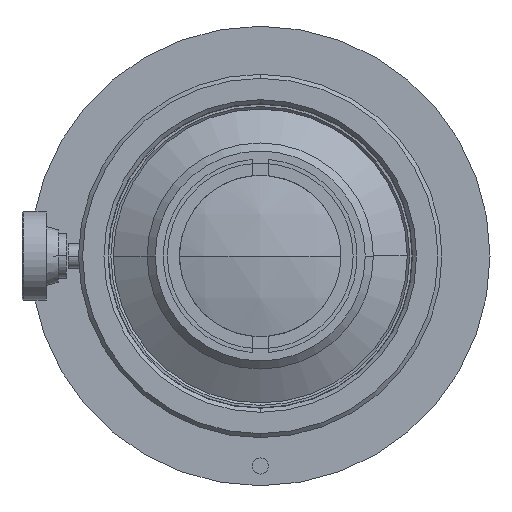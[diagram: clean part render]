
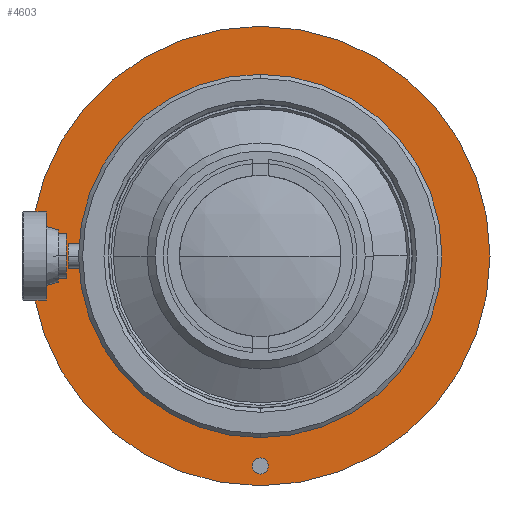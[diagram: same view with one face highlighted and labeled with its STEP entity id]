
A CAD part, left-side view. The second image highlights one B-rep face of the part: STEP entity #4603.
In plain terms, the highlighted planar face has unit normal (-1, 0, 0).
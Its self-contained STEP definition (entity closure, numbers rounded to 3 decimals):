
#38 = EDGE_LOOP ( 'NONE', ( #4823, #5063 ) ) ;
#116 = DIRECTION ( 'NONE',  ( 1., 0., 0. ) ) ;
#257 = AXIS2_PLACEMENT_3D ( 'NONE', #4246, #2740, #3103 ) ;
#606 = FACE_BOUND ( 'NONE', #38, .T. ) ;
#641 = EDGE_CURVE ( 'NONE', #3887, #4023, #838, .T. ) ;
#644 = EDGE_LOOP ( 'NONE', ( #4981, #4019 ) ) ;
#651 = AXIS2_PLACEMENT_3D ( 'NONE', #4344, #2324, #791 ) ;
#687 = PLANE ( 'NONE',  #1241 ) ;
#691 = EDGE_CURVE ( 'NONE', #1588, #4704, #2980, .T. ) ;
#729 = CARTESIAN_POINT ( 'NONE',  ( 115.026, 0., 0. ) ) ;
#791 = DIRECTION ( 'NONE',  ( 0., 0., -1. ) ) ;
#838 = CIRCLE ( 'NONE', #1999, 18.85 ) ;
#989 = CARTESIAN_POINT ( 'NONE',  ( 115.026, 0., 0. ) ) ;
#1241 = AXIS2_PLACEMENT_3D ( 'NONE', #1467, #2987, #1447 ) ;
#1299 = EDGE_CURVE ( 'NONE', #2309, #3318, #4945, .T. ) ;
#1310 = DIRECTION ( 'NONE',  ( 0., 0., 1. ) ) ;
#1341 = CARTESIAN_POINT ( 'NONE',  ( 115.026, 0., 0. ) ) ;
#1395 = FACE_BOUND ( 'NONE', #644, .T. ) ;
#1447 = DIRECTION ( 'NONE',  ( 0., 0., 1. ) ) ;
#1467 = CARTESIAN_POINT ( 'NONE',  ( 115.026, -28.45, 0. ) ) ;
#1588 = VERTEX_POINT ( 'NONE', #4575 ) ;
#1662 = EDGE_CURVE ( 'NONE', #3318, #2309, #4188, .T. ) ;
#1717 = CIRCLE ( 'NONE', #4420, 18.85 ) ;
#1718 = DIRECTION ( 'NONE',  ( 1., 0., 0. ) ) ;
#1785 = EDGE_LOOP ( 'NONE', ( #4146, #3562 ) ) ;
#1948 = DIRECTION ( 'NONE',  ( 0., 0., 1. ) ) ;
#1970 = DIRECTION ( 'NONE',  ( 1., 0., 0. ) ) ;
#1999 = AXIS2_PLACEMENT_3D ( 'NONE', #989, #1718, #4081 ) ;
#2127 = AXIS2_PLACEMENT_3D ( 'NONE', #4209, #3828, #1948 ) ;
#2309 = VERTEX_POINT ( 'NONE', #2608 ) ;
#2324 = DIRECTION ( 'NONE',  ( -1., 0., 0. ) ) ;
#2357 = DIRECTION ( 'NONE',  ( 0., 0., 1. ) ) ;
#2608 = CARTESIAN_POINT ( 'NONE',  ( 115.026, 0., -25. ) ) ;
#2643 = CARTESIAN_POINT ( 'NONE',  ( 115.026, 0., 18.85 ) ) ;
#2648 = FACE_OUTER_BOUND ( 'NONE', #1785, .T. ) ;
#2740 = DIRECTION ( 'NONE',  ( -1., 0., 0. ) ) ;
#2980 = CIRCLE ( 'NONE', #3474, 28.45 ) ;
#2987 = DIRECTION ( 'NONE',  ( 1., 0., 0. ) ) ;
#3103 = DIRECTION ( 'NONE',  ( 0., 0., -1. ) ) ;
#3250 = CARTESIAN_POINT ( 'NONE',  ( 115.026, 0., -27. ) ) ;
#3318 = VERTEX_POINT ( 'NONE', #3250 ) ;
#3453 = EDGE_CURVE ( 'NONE', #4023, #3887, #1717, .T. ) ;
#3474 = AXIS2_PLACEMENT_3D ( 'NONE', #1341, #116, #1310 ) ;
#3562 = ORIENTED_EDGE ( 'NONE', *, *, #691, .F. ) ;
#3828 = DIRECTION ( 'NONE',  ( 1., 0., 0. ) ) ;
#3887 = VERTEX_POINT ( 'NONE', #4179 ) ;
#4006 = CIRCLE ( 'NONE', #2127, 28.45 ) ;
#4019 = ORIENTED_EDGE ( 'NONE', *, *, #1299, .F. ) ;
#4023 = VERTEX_POINT ( 'NONE', #2643 ) ;
#4032 = EDGE_CURVE ( 'NONE', #4704, #1588, #4006, .T. ) ;
#4081 = DIRECTION ( 'NONE',  ( 0., 0., 1. ) ) ;
#4146 = ORIENTED_EDGE ( 'NONE', *, *, #4032, .F. ) ;
#4179 = CARTESIAN_POINT ( 'NONE',  ( 115.026, 0., -18.85 ) ) ;
#4188 = CIRCLE ( 'NONE', #651, 1. ) ;
#4209 = CARTESIAN_POINT ( 'NONE',  ( 115.026, 0., 0. ) ) ;
#4246 = CARTESIAN_POINT ( 'NONE',  ( 115.026, 0., -26. ) ) ;
#4344 = CARTESIAN_POINT ( 'NONE',  ( 115.026, 0., -26. ) ) ;
#4420 = AXIS2_PLACEMENT_3D ( 'NONE', #729, #1970, #2357 ) ;
#4575 = CARTESIAN_POINT ( 'NONE',  ( 115.026, 0., -28.45 ) ) ;
#4603 = ADVANCED_FACE ( 'NONE', ( #1395, #2648, #606 ), #687, .F. ) ;
#4704 = VERTEX_POINT ( 'NONE', #5093 ) ;
#4823 = ORIENTED_EDGE ( 'NONE', *, *, #3453, .T. ) ;
#4945 = CIRCLE ( 'NONE', #257, 1. ) ;
#4981 = ORIENTED_EDGE ( 'NONE', *, *, #1662, .F. ) ;
#5063 = ORIENTED_EDGE ( 'NONE', *, *, #641, .T. ) ;
#5093 = CARTESIAN_POINT ( 'NONE',  ( 115.026, 0., 28.45 ) ) ;
